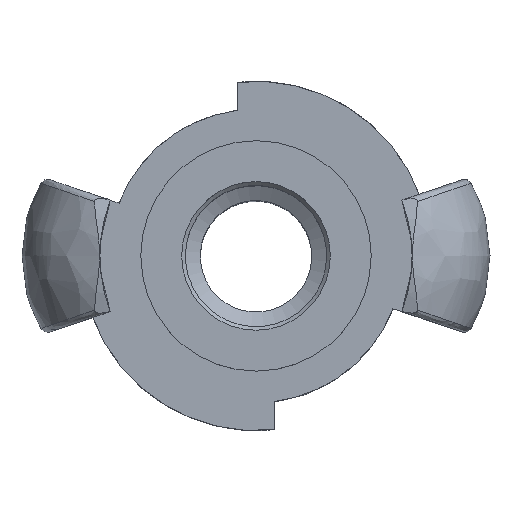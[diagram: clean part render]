
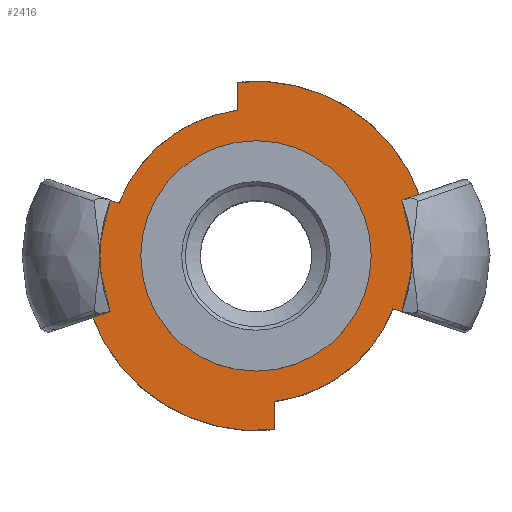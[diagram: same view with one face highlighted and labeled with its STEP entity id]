
A CAD part, top view. The second image highlights one B-rep face of the part: STEP entity #2416.
In plain terms, the highlighted planar face has unit normal (0, 0, 1).
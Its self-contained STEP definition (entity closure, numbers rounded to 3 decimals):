
#116=PLANE('',#2717);
#157=FACE_BOUND('',#420,.T.);
#268=FACE_OUTER_BOUND('',#419,.T.);
#419=EDGE_LOOP('',(#1980,#1981,#1982,#1983,#1984,#1985,#1986,#1987,#1988,
#1989,#1990,#1991));
#420=EDGE_LOOP('',(#1992));
#513=LINE('',#4053,#616);
#524=LINE('',#4234,#627);
#528=LINE('',#4260,#631);
#532=LINE('',#4286,#635);
#535=LINE('',#4303,#638);
#538=LINE('',#4526,#641);
#616=VECTOR('',#3297,10.);
#627=VECTOR('',#3338,10.);
#631=VECTOR('',#3346,10.);
#635=VECTOR('',#3362,10.);
#638=VECTOR('',#3367,10.);
#641=VECTOR('',#3374,10.);
#796=CIRCLE('',#2674,25.5);
#798=CIRCLE('',#2677,25.5);
#806=CIRCLE('',#2695,23.497);
#811=CIRCLE('',#2707,23.5);
#812=CIRCLE('',#2718,19.75);
#813=CIRCLE('',#2719,19.75);
#814=CIRCLE('',#2720,15.5);
#998=VERTEX_POINT('',#3942);
#999=VERTEX_POINT('',#3944);
#1002=VERTEX_POINT('',#3969);
#1003=VERTEX_POINT('',#3971);
#1010=VERTEX_POINT('',#4046);
#1013=VERTEX_POINT('',#4051);
#1029=VERTEX_POINT('',#4175);
#1030=VERTEX_POINT('',#4177);
#1034=VERTEX_POINT('',#4258);
#1037=VERTEX_POINT('',#4268);
#1042=VERTEX_POINT('',#4302);
#1054=VERTEX_POINT('',#4525);
#1061=VERTEX_POINT('',#4942);
#1288=EDGE_CURVE('',#998,#999,#796,.T.);
#1293=EDGE_CURVE('',#1002,#1003,#798,.T.);
#1308=EDGE_CURVE('',#1010,#1013,#513,.T.);
#1326=EDGE_CURVE('',#1030,#1029,#806,.T.);
#1334=EDGE_CURVE('',#1030,#1002,#524,.T.);
#1339=EDGE_CURVE('',#1029,#1034,#528,.T.);
#1343=EDGE_CURVE('',#1037,#1010,#811,.T.);
#1347=EDGE_CURVE('',#1037,#998,#532,.T.);
#1351=EDGE_CURVE('',#1003,#1042,#535,.T.);
#1367=EDGE_CURVE('',#999,#1054,#538,.T.);
#1384=EDGE_CURVE('',#1054,#1034,#812,.T.);
#1385=EDGE_CURVE('',#1042,#1013,#813,.T.);
#1386=EDGE_CURVE('',#1061,#1061,#814,.T.);
#1980=ORIENTED_EDGE('',*,*,#1351,.F.);
#1981=ORIENTED_EDGE('',*,*,#1293,.F.);
#1982=ORIENTED_EDGE('',*,*,#1334,.F.);
#1983=ORIENTED_EDGE('',*,*,#1326,.T.);
#1984=ORIENTED_EDGE('',*,*,#1339,.T.);
#1985=ORIENTED_EDGE('',*,*,#1384,.F.);
#1986=ORIENTED_EDGE('',*,*,#1367,.F.);
#1987=ORIENTED_EDGE('',*,*,#1288,.F.);
#1988=ORIENTED_EDGE('',*,*,#1347,.F.);
#1989=ORIENTED_EDGE('',*,*,#1343,.T.);
#1990=ORIENTED_EDGE('',*,*,#1308,.T.);
#1991=ORIENTED_EDGE('',*,*,#1385,.F.);
#1992=ORIENTED_EDGE('',*,*,#1386,.T.);
#2416=ADVANCED_FACE('',(#268,#157),#116,.F.);
#2674=AXIS2_PLACEMENT_3D('',#3945,#3263,#3264);
#2677=AXIS2_PLACEMENT_3D('',#3972,#3271,#3272);
#2695=AXIS2_PLACEMENT_3D('',#4178,#3324,#3325);
#2707=AXIS2_PLACEMENT_3D('',#4269,#3356,#3357);
#2717=AXIS2_PLACEMENT_3D('',#4939,#3386,#3387);
#2718=AXIS2_PLACEMENT_3D('',#4940,#3388,#3389);
#2719=AXIS2_PLACEMENT_3D('',#4941,#3390,#3391);
#2720=AXIS2_PLACEMENT_3D('',#4943,#3392,#3393);
#3263=DIRECTION('center_axis',(0.,0.,-1.));
#3264=DIRECTION('ref_axis',(0.,-1.,0.));
#3271=DIRECTION('center_axis',(0.,0.,-1.));
#3272=DIRECTION('ref_axis',(0.,-1.,0.));
#3297=DIRECTION('',(0.,1.,0.));
#3324=DIRECTION('center_axis',(0.,0.,1.));
#3325=DIRECTION('ref_axis',(0.936,0.353,0.));
#3338=DIRECTION('',(0.948,0.319,0.));
#3346=DIRECTION('',(0.,-1.,0.));
#3356=DIRECTION('center_axis',(0.,0.,1.));
#3357=DIRECTION('ref_axis',(-0.936,-0.353,0.));
#3362=DIRECTION('',(-0.948,-0.319,0.));
#3367=DIRECTION('',(-0.948,0.319,0.));
#3374=DIRECTION('',(0.948,-0.319,0.));
#3386=DIRECTION('center_axis',(0.,0.,-1.));
#3387=DIRECTION('ref_axis',(-1.,0.,0.));
#3388=DIRECTION('center_axis',(0.,0.,-1.));
#3389=DIRECTION('ref_axis',(-1.,0.,0.));
#3390=DIRECTION('center_axis',(0.,0.,-1.));
#3391=DIRECTION('ref_axis',(-1.,0.,0.));
#3392=DIRECTION('center_axis',(0.,0.,-1.));
#3393=DIRECTION('ref_axis',(0.,1.,0.));
#3942=CARTESIAN_POINT('',(-23.883,-8.937,1.162));
#3944=CARTESIAN_POINT('',(-23.883,8.937,1.162));
#3945=CARTESIAN_POINT('Origin',(0.,0.,1.162));
#3969=CARTESIAN_POINT('',(23.883,8.937,1.162));
#3971=CARTESIAN_POINT('',(23.883,-8.937,1.162));
#3972=CARTESIAN_POINT('Origin',(0.,0.,1.162));
#4046=CARTESIAN_POINT('',(2.5,-23.367,1.162));
#4051=CARTESIAN_POINT('',(2.5,-19.591,1.162));
#4053=CARTESIAN_POINT('',(2.5,0.,1.162));
#4175=CARTESIAN_POINT('',(-2.5,23.364,1.162));
#4177=CARTESIAN_POINT('',(21.984,8.298,1.162));
#4178=CARTESIAN_POINT('Origin',(0.,0.,1.162));
#4234=CARTESIAN_POINT('',(7.151,3.302,1.162));
#4258=CARTESIAN_POINT('',(-2.5,19.591,1.162));
#4260=CARTESIAN_POINT('',(-2.5,0.,1.162));
#4268=CARTESIAN_POINT('',(-21.986,-8.299,1.162));
#4269=CARTESIAN_POINT('Origin',(0.,0.,1.162));
#4286=CARTESIAN_POINT('',(-11.008,-4.601,1.162));
#4302=CARTESIAN_POINT('',(18.429,-7.101,1.162));
#4303=CARTESIAN_POINT('',(16.054,-6.301,1.162));
#4525=CARTESIAN_POINT('',(-18.429,7.101,1.162));
#4526=CARTESIAN_POINT('',(-12.197,5.002,1.162));
#4939=CARTESIAN_POINT('Origin',(0.,-12.75,1.162));
#4940=CARTESIAN_POINT('Origin',(0.,0.,1.162));
#4941=CARTESIAN_POINT('Origin',(0.,0.,1.162));
#4942=CARTESIAN_POINT('',(0.,-15.5,1.162));
#4943=CARTESIAN_POINT('Origin',(0.,0.,1.162));
